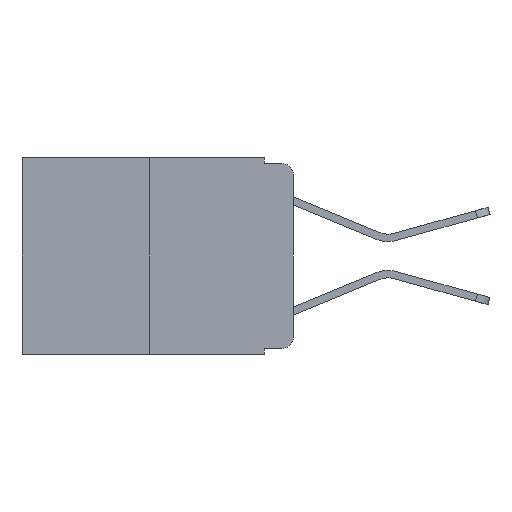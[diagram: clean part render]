
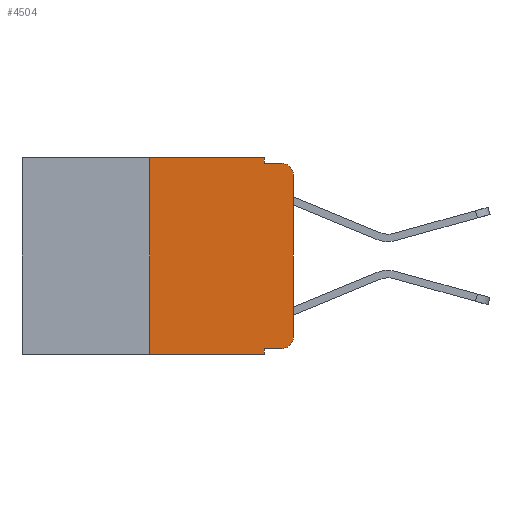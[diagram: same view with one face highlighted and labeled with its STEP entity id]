
A CAD part, left-side view. The second image highlights one B-rep face of the part: STEP entity #4504.
In plain terms, the highlighted planar face has unit normal (-1, 0, 0).
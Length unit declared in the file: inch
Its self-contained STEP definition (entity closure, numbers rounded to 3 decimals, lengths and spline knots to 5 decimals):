
#126 = CARTESIAN_POINT ( 'NONE',  ( 0., 0.051, -0.01 ) ) ;
#244 = CARTESIAN_POINT ( 'NONE',  ( 0., 0., -0.03 ) ) ;
#317 = CARTESIAN_POINT ( 'NONE',  ( 0., 0., 0. ) ) ;
#444 = CARTESIAN_POINT ( 'NONE',  ( 0., 0.02, -0.313 ) ) ;
#529 = ORIENTED_EDGE ( 'NONE', *, *, #6930, .F. ) ;
#813 = CIRCLE ( 'NONE', #10599, 0.02 ) ;
#931 = EDGE_CURVE ( 'NONE', #1122, #7406, #5930, .T. ) ;
#1075 = EDGE_CURVE ( 'NONE', #1379, #5327, #4731, .T. ) ;
#1122 = VERTEX_POINT ( 'NONE', #5413 ) ;
#1201 = CIRCLE ( 'NONE', #5807, 0.02 ) ;
#1251 = LINE ( 'NONE', #126, #6898 ) ;
#1317 = ORIENTED_EDGE ( 'NONE', *, *, #931, .T. ) ;
#1379 = VERTEX_POINT ( 'NONE', #7868 ) ;
#1416 = DIRECTION ( 'NONE',  ( 0., 0., -1. ) ) ;
#1438 = CARTESIAN_POINT ( 'NONE',  ( 0., 0.051, 0. ) ) ;
#1467 = ORIENTED_EDGE ( 'NONE', *, *, #2856, .F. ) ;
#1511 = DIRECTION ( 'NONE',  ( 0., 0., -1. ) ) ;
#2075 = ORIENTED_EDGE ( 'NONE', *, *, #6456, .F. ) ;
#2148 = EDGE_CURVE ( 'NONE', #8006, #2156, #10006, .T. ) ;
#2156 = VERTEX_POINT ( 'NONE', #10606 ) ;
#2285 = VERTEX_POINT ( 'NONE', #4928 ) ;
#2761 = DIRECTION ( 'NONE',  ( 0., 0., -1. ) ) ;
#2856 = EDGE_CURVE ( 'NONE', #2156, #4855, #1251, .T. ) ;
#3238 = CARTESIAN_POINT ( 'NONE',  ( 0., 0.051, -0.343 ) ) ;
#4504 = ADVANCED_FACE ( 'NONE', ( #11215 ), #9351, .F. ) ;
#4731 = LINE ( 'NONE', #7135, #6957 ) ;
#4855 = VERTEX_POINT ( 'NONE', #10398 ) ;
#4928 = CARTESIAN_POINT ( 'NONE',  ( 0., 0.25, 0. ) ) ;
#5327 = VERTEX_POINT ( 'NONE', #3238 ) ;
#5413 = CARTESIAN_POINT ( 'NONE',  ( 0., 0.051, -0.333 ) ) ;
#5482 = EDGE_CURVE ( 'NONE', #6187, #11727, #8440, .T. ) ;
#5559 = AXIS2_PLACEMENT_3D ( 'NONE', #9675, #9654, #1511 ) ;
#5807 = AXIS2_PLACEMENT_3D ( 'NONE', #10122, #10111, #10100 ) ;
#5880 = EDGE_LOOP ( 'NONE', ( #6188, #7191, #1467, #6591, #6918, #2075, #9257, #529, #1317, #7936 ) ) ;
#5930 = LINE ( 'NONE', #11241, #10275 ) ;
#6117 = EDGE_CURVE ( 'NONE', #11727, #4855, #1201, .T. ) ;
#6187 = VERTEX_POINT ( 'NONE', #9883 ) ;
#6188 = ORIENTED_EDGE ( 'NONE', *, *, #5482, .T. ) ;
#6456 = EDGE_CURVE ( 'NONE', #1379, #2285, #11829, .T. ) ;
#6591 = ORIENTED_EDGE ( 'NONE', *, *, #2148, .F. ) ;
#6592 = CARTESIAN_POINT ( 'NONE',  ( 0., 0.02, -0.333 ) ) ;
#6898 = VECTOR ( 'NONE', #9612, 39.37008 ) ;
#6918 = ORIENTED_EDGE ( 'NONE', *, *, #11642, .F. ) ;
#6930 = EDGE_CURVE ( 'NONE', #1122, #5327, #11212, .T. ) ;
#6957 = VECTOR ( 'NONE', #7579, 39.37008 ) ;
#7135 = CARTESIAN_POINT ( 'NONE',  ( 0., 0.473, -0.343 ) ) ;
#7191 = ORIENTED_EDGE ( 'NONE', *, *, #6117, .T. ) ;
#7406 = VERTEX_POINT ( 'NONE', #6592 ) ;
#7454 = DIRECTION ( 'NONE',  ( -1., 0., 0. ) ) ;
#7579 = DIRECTION ( 'NONE',  ( 0., -1., 0. ) ) ;
#7610 = VECTOR ( 'NONE', #10351, 39.37008 ) ;
#7868 = CARTESIAN_POINT ( 'NONE',  ( 0., 0.25, -0.343 ) ) ;
#7936 = ORIENTED_EDGE ( 'NONE', *, *, #11192, .T. ) ;
#7969 = VECTOR ( 'NONE', #8219, 39.37008 ) ;
#8006 = VERTEX_POINT ( 'NONE', #11774 ) ;
#8175 = DIRECTION ( 'NONE',  ( 0., -1., 0. ) ) ;
#8185 = VECTOR ( 'NONE', #10996, 39.37008 ) ;
#8219 = DIRECTION ( 'NONE',  ( 0., 0., -1. ) ) ;
#8440 = LINE ( 'NONE', #317, #8185 ) ;
#8710 = CARTESIAN_POINT ( 'NONE',  ( 0., 0.25, 0. ) ) ;
#8762 = DIRECTION ( 'NONE',  ( 0., 0., 1. ) ) ;
#9257 = ORIENTED_EDGE ( 'NONE', *, *, #1075, .T. ) ;
#9351 = PLANE ( 'NONE',  #5559 ) ;
#9604 = CARTESIAN_POINT ( 'NONE',  ( 0., 0.473, 0. ) ) ;
#9612 = DIRECTION ( 'NONE',  ( 0., -1., 0. ) ) ;
#9654 = DIRECTION ( 'NONE',  ( 1., 0., 0. ) ) ;
#9675 = CARTESIAN_POINT ( 'NONE',  ( 0., 0.473, 0. ) ) ;
#9694 = LINE ( 'NONE', #9604, #7610 ) ;
#9732 = VECTOR ( 'NONE', #8762, 39.37008 ) ;
#9860 = CARTESIAN_POINT ( 'NONE',  ( 0., 0.051, 0. ) ) ;
#9883 = CARTESIAN_POINT ( 'NONE',  ( 0., 0., -0.313 ) ) ;
#10006 = LINE ( 'NONE', #9860, #7969 ) ;
#10100 = DIRECTION ( 'NONE',  ( 0., 0., -1. ) ) ;
#10111 = DIRECTION ( 'NONE',  ( -1., 0., 0. ) ) ;
#10122 = CARTESIAN_POINT ( 'NONE',  ( 0., 0.02, -0.03 ) ) ;
#10275 = VECTOR ( 'NONE', #8175, 39.37008 ) ;
#10351 = DIRECTION ( 'NONE',  ( 0., -1., 0. ) ) ;
#10398 = CARTESIAN_POINT ( 'NONE',  ( 0., 0.02, -0.01 ) ) ;
#10599 = AXIS2_PLACEMENT_3D ( 'NONE', #444, #7454, #2761 ) ;
#10606 = CARTESIAN_POINT ( 'NONE',  ( 0., 0.051, -0.01 ) ) ;
#10949 = VECTOR ( 'NONE', #1416, 39.37008 ) ;
#10996 = DIRECTION ( 'NONE',  ( 0., 0., 1. ) ) ;
#11192 = EDGE_CURVE ( 'NONE', #7406, #6187, #813, .T. ) ;
#11212 = LINE ( 'NONE', #1438, #10949 ) ;
#11215 = FACE_OUTER_BOUND ( 'NONE', #5880, .T. ) ;
#11241 = CARTESIAN_POINT ( 'NONE',  ( 0., 0.051, -0.333 ) ) ;
#11642 = EDGE_CURVE ( 'NONE', #2285, #8006, #9694, .T. ) ;
#11727 = VERTEX_POINT ( 'NONE', #244 ) ;
#11774 = CARTESIAN_POINT ( 'NONE',  ( 0., 0.051, 0. ) ) ;
#11829 = LINE ( 'NONE', #8710, #9732 ) ;
